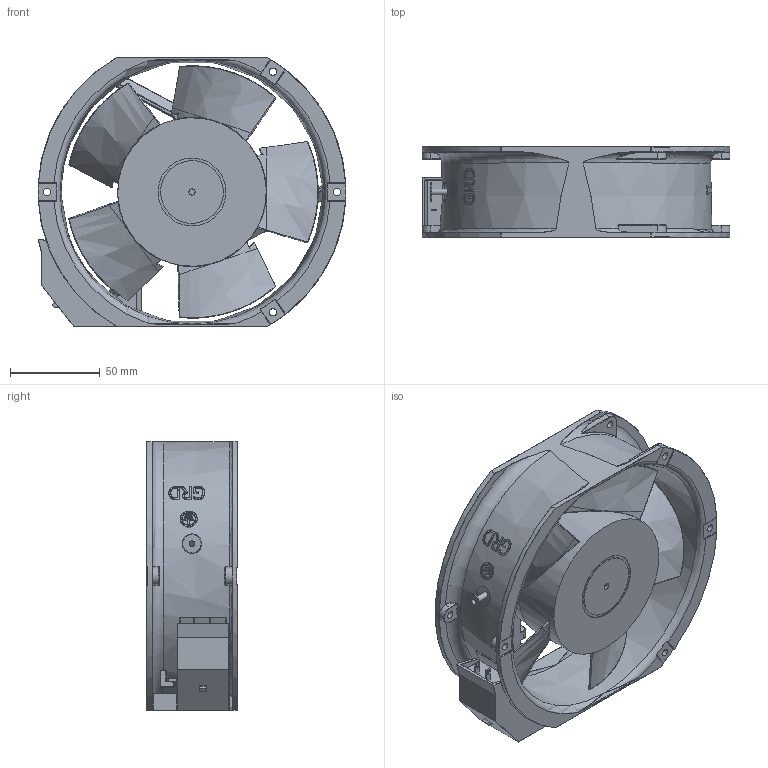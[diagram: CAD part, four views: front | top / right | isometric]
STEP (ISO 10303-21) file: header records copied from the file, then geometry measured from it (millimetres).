
FILE_DESCRIPTION(/* description */ (''),/* implementation_level */ '2;1');
FILE_NAME(/* name */ 'VENT-17251.220VAC.5MOHB Вентилятор в сборе.stp',/* time_stamp */ '2021-11-15T17:22:10+07:00',/* author */ ('YURY_'),/* organization */ (''),/* preprocessor_version */ 'ST-DEVELOPER v17.2',/* originating_system */ 'Autodesk Inventor 2019',/* authorisation */ '');
FILE_SCHEMA (('AUTOMOTIVE_DESIGN { 1 0 10303 214 3 1 1 }'));
Products named in the file (7): VENT-17251.220VAC.5MOHB; Корпус VENT-17251.220VAC.5M
OHB; Крышка VENT-17251.220VAC.5M
OHB; Короб разъёма 
VENT-17251.220VAC.5MOHB; Планка штекера; Табличка VENT-17251.2
20VAC.5MOHB; Крыльчатка VENT
-17251.220VAC.5MOHB
Assembly tree (7 placements, depth 2):
  VENT-17251.220VAC.5MOHB
    Корпус VENT-17251.220VAC.5M
OHB
    Крышка VENT-17251.220VAC.5M
OHB
    Короб разъёма 
VENT-17251.220VAC.5MOHB
    Планка штекера  x2
    Табличка VENT-17251.2
20VAC.5MOHB
    Крыльчатка VENT
-17251.220VAC.5MOHB
Bounding box: 172 x 51.02 x 150.21 mm (x, y, z)
Volume: 294865.9 mm3; surface area: 144169.8 mm2
Topology: 7 solids, 7 shells, 6500 faces, 16016 edges, 9888 vertices
Faces by surface type: bspline 2713, plane 2053, cylinder 923, torus 467, sphere 302, cone 42
Full cylindrical faces by diameter (mm): 1 x2, 2.986 x1, 3.242 x2, 3.5 x1, 4.134 x8, 7.5 x1, 9.5 x1, 35 x1, 38 x1, 76 x2, 80 x1, 83 x1
Entity records: 237101 total; most frequent: CARTESIAN_POINT 100422, ORIENTED_EDGE 31718, DIRECTION 21571, EDGE_CURVE 15859, VERTEX_POINT 9842, AXIS2_PLACEMENT_3D 7312, EDGE_LOOP 6949, LINE 6947
